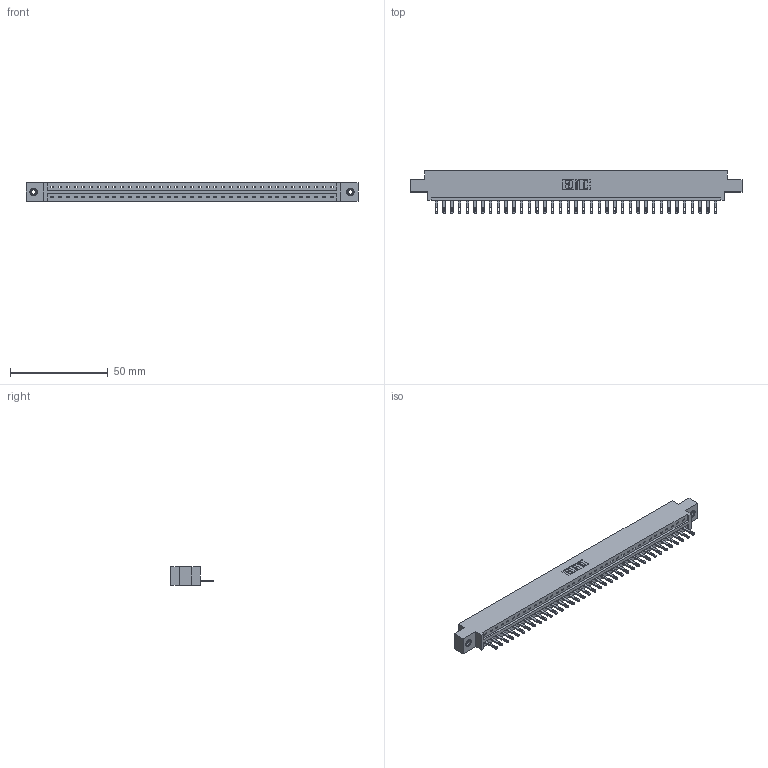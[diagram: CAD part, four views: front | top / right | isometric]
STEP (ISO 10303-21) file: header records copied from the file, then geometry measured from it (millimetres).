
FILE_DESCRIPTION (( 'STEP AP203' ), '1' );
FILE_NAME ('337-037-500-608.STEP', '2019-10-01T14:55:25', ( '' ), ( '' ), 'SwSTEP 2.0', 'SolidWorks 2016', '' );
FILE_SCHEMA (( 'CONFIG_CONTROL_DESIGN' ));
Length unit declared in the file: inch
Products named in the file (4): 337-037-500-608; 345-292-001_345-293-100; 345-250-001_345-250-003-102; 337 Part_0.170 Offset - 0.156 Dia-TI
Assembly tree (40 placements, depth 2):
  337-037-500-608
    337 Part_0.170 Offset - 0.156 Dia-TI
    345-292-001_345-293-100  x37
    345-250-001_345-250-003-102  x2
Bounding box: 169.62 x 21.85 x 9.4 mm (x, y, z)
Volume: 17465.6 mm3; surface area: 18232.9 mm2
Topology: 40 solids, 40 shells, 2324 faces, 7119 edges, 4738 vertices
Faces by surface type: plane 1586, cylinder 722, cone 12, torus 4
Entity records: 29398 total; most frequent: CARTESIAN_POINT 5100, ORIENTED_EDGE 5066, DIRECTION 4337, EDGE_CURVE 2533, VECTOR 2381, LINE 2381, VERTEX_POINT 1684, AXIS2_PLACEMENT_3D 978
